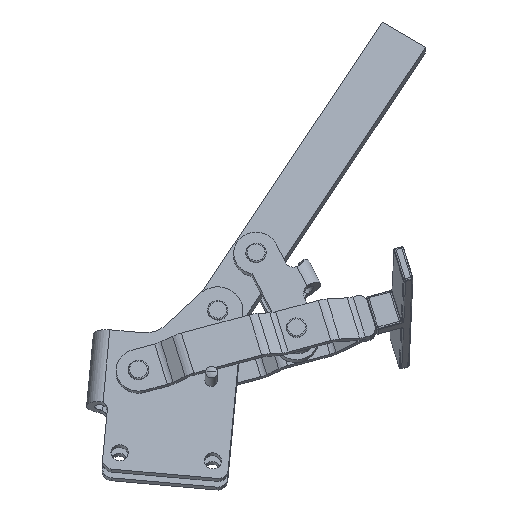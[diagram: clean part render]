
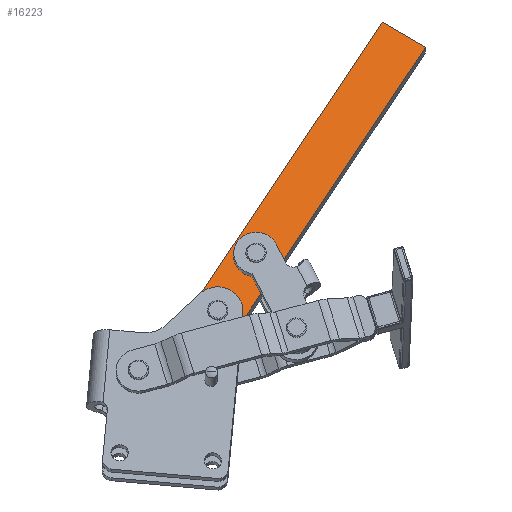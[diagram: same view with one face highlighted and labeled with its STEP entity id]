
A CAD part, front view. The second image highlights one B-rep face of the part: STEP entity #16223.
In plain terms, the highlighted planar face has unit normal (0.016, -0.935, 0.354).
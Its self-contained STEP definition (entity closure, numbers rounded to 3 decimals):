
#3492=CARTESIAN_POINT('',(-31.987,-19.973,144.535));
#3493=VERTEX_POINT('',#3492);
#3509=CARTESIAN_POINT('',(-24.034,-21.975,138.901));
#3510=VERTEX_POINT('',#3509);
#3517=CARTESIAN_POINT('',(-33.905,-23.841,134.418));
#3518=DIRECTION('',(-0.016,0.935,-0.355));
#3519=DIRECTION('',(-0.174,-0.352,-0.92));
#3520=AXIS2_PLACEMENT_3D('',#3517,#3518,#3519);
#3521=CIRCLE('',#3520,11.);
#3522=EDGE_CURVE('',#3493,#3510,#3521,.T.);
#11616=CARTESIAN_POINT('',(-20.561,-24.43,132.274));
#11617=VERTEX_POINT('',#11616);
#11618=CARTESIAN_POINT('',(-31.454,-30.796,115.967));
#11619=VERTEX_POINT('',#11618);
#14180=CARTESIAN_POINT('',(-35.822,-27.71,124.3));
#14181=VERTEX_POINT('',#14180);
#14182=CARTESIAN_POINT('',(-33.905,-23.841,134.418));
#14183=DIRECTION('',(-0.016,0.935,-0.355));
#14184=DIRECTION('',(-0.174,-0.352,-0.92));
#14185=AXIS2_PLACEMENT_3D('',#14182,#14183,#14184);
#14186=CIRCLE('',#14185,11.);
#14187=EDGE_CURVE('',#14181,#3493,#14186,.T.);
#14242=CARTESIAN_POINT('',(-24.034,-21.975,138.901));
#14243=DIRECTION('',(0.441,-0.312,-0.842));
#14244=VECTOR('',#14243,7.874);
#14245=LINE('',#14242,#14244);
#14246=EDGE_CURVE('',#3510,#11617,#14245,.T.);
#14277=CARTESIAN_POINT('',(-31.454,-30.796,115.967));
#14278=DIRECTION('',(-0.441,0.312,0.842));
#14279=VECTOR('',#14278,9.902);
#14280=LINE('',#14277,#14279);
#14281=EDGE_CURVE('',#11619,#14181,#14280,.T.);
#16157=CARTESIAN_POINT('',(-8.943,-9.252,171.785));
#16158=DIRECTION('',(0.016,-0.935,0.355));
#16159=DIRECTION('',(-0.528,-0.309,-0.791));
#16160=AXIS2_PLACEMENT_3D('',#16157,#16158,#16159);
#16161=PLANE('',#16160);
#16162=ORIENTED_EDGE('',*,*,#14246,.T.);
#16163=CARTESIAN_POINT('',(49.483,16.509,237.129));
#16164=VERTEX_POINT('',#16163);
#16165=CARTESIAN_POINT('',(49.483,16.509,237.129));
#16166=DIRECTION('',(-0.528,-0.309,-0.791));
#16167=VECTOR('',#16166,132.577);
#16168=LINE('',#16165,#16167);
#16169=EDGE_CURVE('',#16164,#11617,#16168,.T.);
#16170=ORIENTED_EDGE('',*,*,#16169,.F.);
#16171=CARTESIAN_POINT('',(28.26,20.88,249.599));
#16172=VERTEX_POINT('',#16171);
#16173=CARTESIAN_POINT('',(28.26,20.88,249.599));
#16174=DIRECTION('',(0.849,-0.175,-0.499));
#16175=VECTOR('',#16174,25.);
#16176=LINE('',#16173,#16175);
#16177=EDGE_CURVE('',#16172,#16164,#16176,.T.);
#16178=ORIENTED_EDGE('',*,*,#16177,.F.);
#16179=CARTESIAN_POINT('',(-62.643,-32.251,113.516));
#16180=VERTEX_POINT('',#16179);
#16181=CARTESIAN_POINT('',(-62.643,-32.251,113.516));
#16182=DIRECTION('',(0.528,0.309,0.791));
#16183=VECTOR('',#16182,172.061);
#16184=LINE('',#16181,#16183);
#16185=EDGE_CURVE('',#16180,#16172,#16184,.T.);
#16186=ORIENTED_EDGE('',*,*,#16185,.F.);
#16187=CARTESIAN_POINT('',(-61.625,-31.875,114.461));
#16188=VERTEX_POINT('',#16187);
#16189=CARTESIAN_POINT('',(-62.643,-32.251,113.516));
#16190=DIRECTION('',(0.707,0.261,0.657));
#16191=VECTOR('',#16190,1.439);
#16192=LINE('',#16189,#16191);
#16193=EDGE_CURVE('',#16180,#16188,#16192,.T.);
#16194=ORIENTED_EDGE('',*,*,#16193,.T.);
#16195=CARTESIAN_POINT('',(-40.342,-35.086,105.049));
#16196=VERTEX_POINT('',#16195);
#16197=CARTESIAN_POINT('',(-52.792,-34.881,106.143));
#16198=DIRECTION('',(-0.016,0.935,-0.355));
#16199=DIRECTION('',(0.996,-0.016,-0.088));
#16200=AXIS2_PLACEMENT_3D('',#16197,#16198,#16199);
#16201=CIRCLE('',#16200,12.5);
#16202=EDGE_CURVE('',#16188,#16196,#16201,.T.);
#16203=ORIENTED_EDGE('',*,*,#16202,.T.);
#16204=CARTESIAN_POINT('',(-40.603,-36.144,102.269));
#16205=VERTEX_POINT('',#16204);
#16206=CARTESIAN_POINT('',(-40.603,-36.144,102.269));
#16207=DIRECTION('',(0.088,0.354,0.931));
#16208=VECTOR('',#16207,2.986);
#16209=LINE('',#16206,#16208);
#16210=EDGE_CURVE('',#16205,#16196,#16209,.T.);
#16211=ORIENTED_EDGE('',*,*,#16210,.F.);
#16212=CARTESIAN_POINT('',(-31.454,-30.796,115.967));
#16213=DIRECTION('',(-0.528,-0.309,-0.791));
#16214=VECTOR('',#16213,17.319);
#16215=LINE('',#16212,#16214);
#16216=EDGE_CURVE('',#11619,#16205,#16215,.T.);
#16217=ORIENTED_EDGE('',*,*,#16216,.F.);
#16218=ORIENTED_EDGE('',*,*,#14281,.T.);
#16219=ORIENTED_EDGE('',*,*,#14187,.T.);
#16220=ORIENTED_EDGE('',*,*,#3522,.T.);
#16221=EDGE_LOOP('',(#16162,#16170,#16178,#16186,#16194,#16203,#16211,#16217,#16218,#16219,#16220));
#16222=FACE_OUTER_BOUND('',#16221,.T.);
#16223=ADVANCED_FACE('',(#16222),#16161,.T.);
